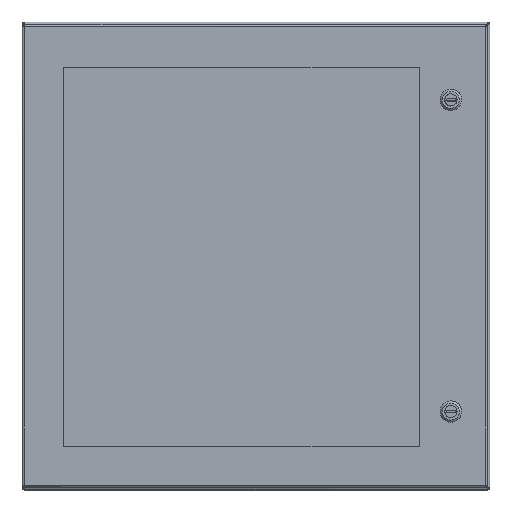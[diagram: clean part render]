
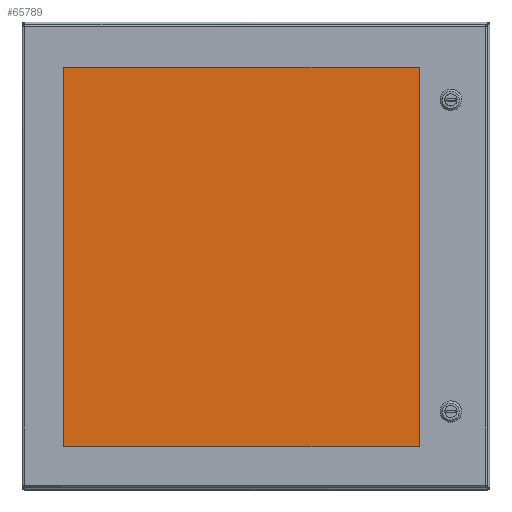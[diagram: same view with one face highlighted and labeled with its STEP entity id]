
A CAD part, top view. The second image highlights one B-rep face of the part: STEP entity #65789.
In plain terms, the highlighted planar face has unit normal (0, 0, 1).
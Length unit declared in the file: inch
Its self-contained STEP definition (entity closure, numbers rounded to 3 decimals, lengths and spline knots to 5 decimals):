
#273 = LINE ( 'NONE', #62535, #111349 ) ;
#4424 = VERTEX_POINT ( 'NONE', #24905 ) ;
#5274 = DIRECTION ( 'NONE',  ( 0., 1., 0. ) ) ;
#8123 = CARTESIAN_POINT ( 'NONE',  ( 11.25, 11.9375, 12.8435 ) ) ;
#10609 = FACE_OUTER_BOUND ( 'NONE', #128602, .T. ) ;
#19512 = AXIS2_PLACEMENT_3D ( 'NONE', #8123, #94159, #28739 ) ;
#24905 = CARTESIAN_POINT ( 'NONE',  ( 20.875, 1.6875, 12.8435 ) ) ;
#26587 = LINE ( 'NONE', #68220, #73662 ) ;
#28739 = DIRECTION ( 'NONE',  ( 1., 0., 0. ) ) ;
#29205 = PLANE ( 'NONE',  #19512 ) ;
#32207 = DIRECTION ( 'NONE',  ( 1., 0., 0. ) ) ;
#35869 = LINE ( 'NONE', #74957, #79412 ) ;
#36380 = EDGE_CURVE ( 'NONE', #115676, #103158, #26587, .T. ) ;
#41606 = DIRECTION ( 'NONE',  ( 0., -1., 0. ) ) ;
#47092 = VECTOR ( 'NONE', #32207, 39.37008 ) ;
#50800 = CARTESIAN_POINT ( 'NONE',  ( 20.875, 22.1875, 12.8435 ) ) ;
#51758 = ORIENTED_EDGE ( 'NONE', *, *, #57501, .F. ) ;
#57501 = EDGE_CURVE ( 'NONE', #103158, #62243, #136174, .T. ) ;
#58732 = EDGE_CURVE ( 'NONE', #62243, #4424, #35869, .T. ) ;
#62243 = VERTEX_POINT ( 'NONE', #50800 ) ;
#62535 = CARTESIAN_POINT ( 'NONE',  ( 20.875, 1.6875, 12.8435 ) ) ;
#65789 = ADVANCED_FACE ( 'NONE', ( #10609 ), #29205, .T. ) ;
#68220 = CARTESIAN_POINT ( 'NONE',  ( 1.625, 1.6875, 12.8435 ) ) ;
#73560 = CARTESIAN_POINT ( 'NONE',  ( 1.625, 22.1875, 12.8435 ) ) ;
#73662 = VECTOR ( 'NONE', #5274, 39.37008 ) ;
#74957 = CARTESIAN_POINT ( 'NONE',  ( 20.875, 22.1875, 12.8435 ) ) ;
#75545 = ORIENTED_EDGE ( 'NONE', *, *, #58732, .F. ) ;
#75704 = ORIENTED_EDGE ( 'NONE', *, *, #36380, .F. ) ;
#79412 = VECTOR ( 'NONE', #41606, 39.37008 ) ;
#94159 = DIRECTION ( 'NONE',  ( 0., 0., 1. ) ) ;
#94801 = ORIENTED_EDGE ( 'NONE', *, *, #135757, .F. ) ;
#103158 = VERTEX_POINT ( 'NONE', #118666 ) ;
#104484 = DIRECTION ( 'NONE',  ( -1., 0., 0. ) ) ;
#108907 = CARTESIAN_POINT ( 'NONE',  ( 1.625, 1.6875, 12.8435 ) ) ;
#111349 = VECTOR ( 'NONE', #104484, 39.37008 ) ;
#115676 = VERTEX_POINT ( 'NONE', #108907 ) ;
#118666 = CARTESIAN_POINT ( 'NONE',  ( 1.625, 22.1875, 12.8435 ) ) ;
#128602 = EDGE_LOOP ( 'NONE', ( #75545, #51758, #75704, #94801 ) ) ;
#135757 = EDGE_CURVE ( 'NONE', #4424, #115676, #273, .T. ) ;
#136174 = LINE ( 'NONE', #73560, #47092 ) ;
